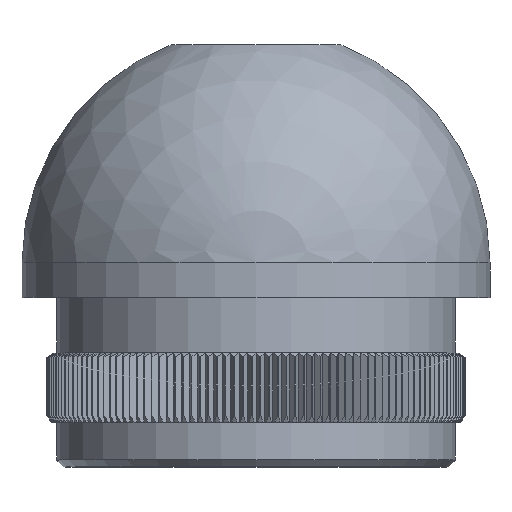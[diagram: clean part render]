
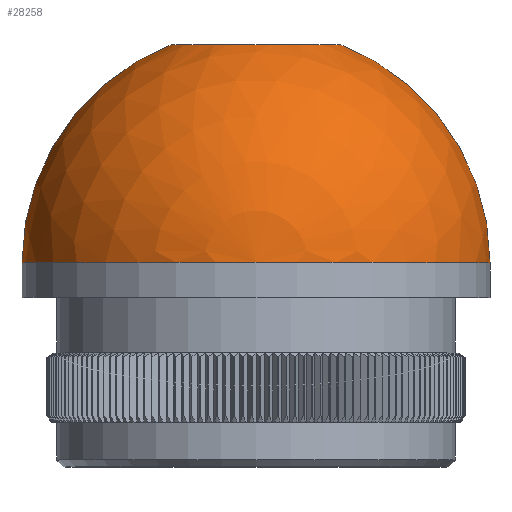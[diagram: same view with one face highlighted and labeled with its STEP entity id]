
A CAD part, top view. The second image highlights one B-rep face of the part: STEP entity #28258.
In plain terms, the highlighted spherical face has radius 16.85 mm.
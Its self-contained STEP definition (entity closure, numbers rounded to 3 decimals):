
#107 = CARTESIAN_POINT ( 'NONE',  ( -6.118, 30.4, 0. ) ) ;
#237 = CIRCLE ( 'NONE', #22853, 16.85 ) ;
#284 = VERTEX_POINT ( 'NONE', #28751 ) ;
#518 = CARTESIAN_POINT ( 'NONE',  ( 0., 14.7, 0. ) ) ;
#1495 = VERTEX_POINT ( 'NONE', #8665 ) ;
#1750 = DIRECTION ( 'NONE',  ( 1., 0., 0. ) ) ;
#1969 = SPHERICAL_SURFACE ( 'NONE', #3525, 16.85 ) ;
#3525 = AXIS2_PLACEMENT_3D ( 'NONE', #8784, #28152, #28521 ) ;
#3790 = DIRECTION ( 'NONE',  ( 0., 0., -1. ) ) ;
#3833 = EDGE_CURVE ( 'NONE', #9598, #284, #22835, .T. ) ;
#4224 = ORIENTED_EDGE ( 'NONE', *, *, #6207, .F. ) ;
#5910 = DIRECTION ( 'NONE',  ( 1., 0., 0. ) ) ;
#5915 = DIRECTION ( 'NONE',  ( 1., 0., 0. ) ) ;
#6207 = EDGE_CURVE ( 'NONE', #1495, #9598, #237, .T. ) ;
#7795 = AXIS2_PLACEMENT_3D ( 'NONE', #25176, #27664, #5915 ) ;
#8665 = CARTESIAN_POINT ( 'NONE',  ( 6.118, 30.4, 0. ) ) ;
#8784 = CARTESIAN_POINT ( 'NONE',  ( 0., 14.7, 0. ) ) ;
#9350 = EDGE_CURVE ( 'NONE', #11486, #1495, #15095, .T. ) ;
#9380 = DIRECTION ( 'NONE',  ( -1., 0., 0. ) ) ;
#9598 = VERTEX_POINT ( 'NONE', #30072 ) ;
#11182 = CIRCLE ( 'NONE', #7795, 16.85 ) ;
#11486 = VERTEX_POINT ( 'NONE', #107 ) ;
#12421 = ORIENTED_EDGE ( 'NONE', *, *, #3833, .F. ) ;
#15095 = CIRCLE ( 'NONE', #24525, 6.118 ) ;
#15551 = FACE_OUTER_BOUND ( 'NONE', #25030, .T. ) ;
#16181 = AXIS2_PLACEMENT_3D ( 'NONE', #518, #22209, #5910 ) ;
#22209 = DIRECTION ( 'NONE',  ( 0., -1., 0. ) ) ;
#22835 = CIRCLE ( 'NONE', #16181, 16.85 ) ;
#22853 = AXIS2_PLACEMENT_3D ( 'NONE', #25773, #3790, #9380 ) ;
#24525 = AXIS2_PLACEMENT_3D ( 'NONE', #34653, #26664, #1750 ) ;
#25030 = EDGE_LOOP ( 'NONE', ( #32172, #29911, #12421, #4224 ) ) ;
#25176 = CARTESIAN_POINT ( 'NONE',  ( 0., 14.7, 0. ) ) ;
#25221 = EDGE_CURVE ( 'NONE', #11486, #284, #11182, .T. ) ;
#25773 = CARTESIAN_POINT ( 'NONE',  ( 0., 14.7, 0. ) ) ;
#26664 = DIRECTION ( 'NONE',  ( 0., 1., 0. ) ) ;
#27664 = DIRECTION ( 'NONE',  ( 0., 0., 1. ) ) ;
#28152 = DIRECTION ( 'NONE',  ( 0., 0., 1. ) ) ;
#28258 = ADVANCED_FACE ( 'NONE', ( #15551 ), #1969, .T. ) ;
#28521 = DIRECTION ( 'NONE',  ( 1., 0., 0. ) ) ;
#28751 = CARTESIAN_POINT ( 'NONE',  ( -16.85, 14.7, 0. ) ) ;
#29911 = ORIENTED_EDGE ( 'NONE', *, *, #25221, .T. ) ;
#30072 = CARTESIAN_POINT ( 'NONE',  ( 16.85, 14.7, 0. ) ) ;
#32172 = ORIENTED_EDGE ( 'NONE', *, *, #9350, .F. ) ;
#34653 = CARTESIAN_POINT ( 'NONE',  ( 0., 30.4, 0. ) ) ;
